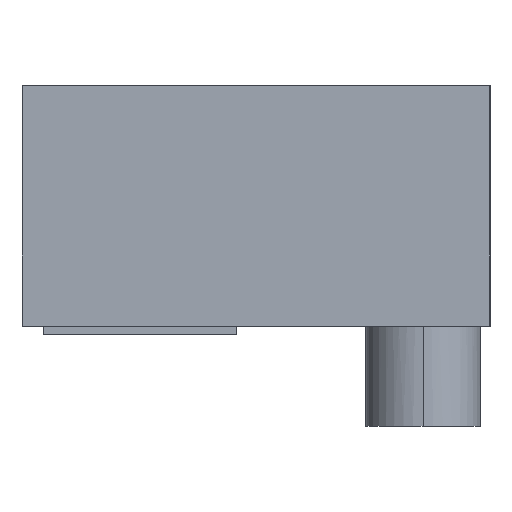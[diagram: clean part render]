
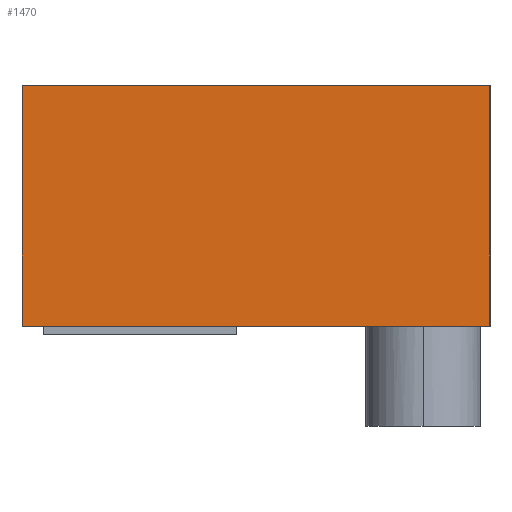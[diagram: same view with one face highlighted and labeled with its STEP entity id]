
A CAD part, left-side view. The second image highlights one B-rep face of the part: STEP entity #1470.
In plain terms, the highlighted planar face has unit normal (-1, 0, 0).
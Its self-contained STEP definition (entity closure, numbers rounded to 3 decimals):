
#99 = DIRECTION ( 'NONE',  ( 0., 0., 1. ) ) ;
#114 = LINE ( 'NONE', #2427, #2933 ) ;
#240 = DIRECTION ( 'NONE',  ( 0., -1., 0. ) ) ;
#257 = CARTESIAN_POINT ( 'NONE',  ( -24.95, 97., 0. ) ) ;
#295 = VERTEX_POINT ( 'NONE', #2533 ) ;
#428 = VERTEX_POINT ( 'NONE', #257 ) ;
#579 = DIRECTION ( 'NONE',  ( 0., 0., 1. ) ) ;
#722 = VECTOR ( 'NONE', #2762, 1000. ) ;
#735 = LINE ( 'NONE', #2057, #1905 ) ;
#793 = AXIS2_PLACEMENT_3D ( 'NONE', #1937, #1475, #99 ) ;
#818 = VERTEX_POINT ( 'NONE', #1671 ) ;
#855 = LINE ( 'NONE', #1172, #2742 ) ;
#857 = EDGE_CURVE ( 'NONE', #1195, #295, #735, .T. ) ;
#1172 = CARTESIAN_POINT ( 'NONE',  ( -24.95, 97., 0. ) ) ;
#1195 = VERTEX_POINT ( 'NONE', #1503 ) ;
#1365 = ORIENTED_EDGE ( 'NONE', *, *, #857, .F. ) ;
#1470 = ADVANCED_FACE ( 'NONE', ( #2905 ), #2825, .T. ) ;
#1475 = DIRECTION ( 'NONE',  ( -1., 0., 0. ) ) ;
#1503 = CARTESIAN_POINT ( 'NONE',  ( -24.95, 62., -18. ) ) ;
#1596 = LINE ( 'NONE', #2568, #722 ) ;
#1637 = ORIENTED_EDGE ( 'NONE', *, *, #1669, .F. ) ;
#1669 = EDGE_CURVE ( 'NONE', #295, #428, #114, .T. ) ;
#1671 = CARTESIAN_POINT ( 'NONE',  ( -24.95, 62., 0. ) ) ;
#1817 = ORIENTED_EDGE ( 'NONE', *, *, #2701, .T. ) ;
#1905 = VECTOR ( 'NONE', #2770, 1000. ) ;
#1937 = CARTESIAN_POINT ( 'NONE',  ( -24.95, 97., -3.5 ) ) ;
#2057 = CARTESIAN_POINT ( 'NONE',  ( -24.95, 97., -18. ) ) ;
#2388 = ORIENTED_EDGE ( 'NONE', *, *, #2389, .F. ) ;
#2389 = EDGE_CURVE ( 'NONE', #428, #818, #855, .T. ) ;
#2427 = CARTESIAN_POINT ( 'NONE',  ( -24.95, 97., -3.5 ) ) ;
#2533 = CARTESIAN_POINT ( 'NONE',  ( -24.95, 97., -18. ) ) ;
#2568 = CARTESIAN_POINT ( 'NONE',  ( -24.95, 62., -3.5 ) ) ;
#2701 = EDGE_CURVE ( 'NONE', #1195, #818, #1596, .T. ) ;
#2736 = EDGE_LOOP ( 'NONE', ( #2388, #1637, #1365, #1817 ) ) ;
#2742 = VECTOR ( 'NONE', #240, 1000. ) ;
#2762 = DIRECTION ( 'NONE',  ( 0., 0., 1. ) ) ;
#2770 = DIRECTION ( 'NONE',  ( 0., 1., 0. ) ) ;
#2825 = PLANE ( 'NONE',  #793 ) ;
#2905 = FACE_OUTER_BOUND ( 'NONE', #2736, .T. ) ;
#2933 = VECTOR ( 'NONE', #579, 1000. ) ;
